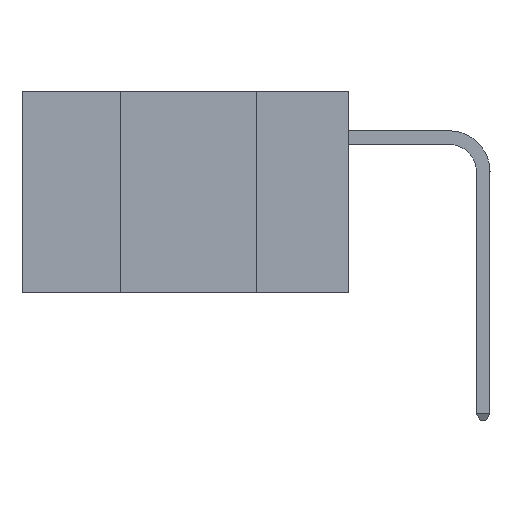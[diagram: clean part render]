
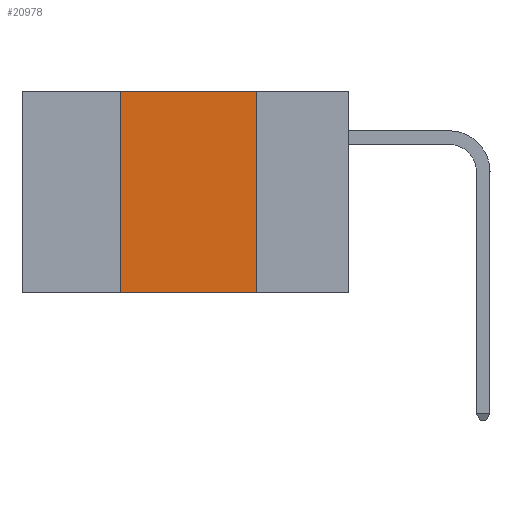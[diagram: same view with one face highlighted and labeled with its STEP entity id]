
A CAD part, left-side view. The second image highlights one B-rep face of the part: STEP entity #20978.
In plain terms, the highlighted planar face has unit normal (-1, 0, 0).
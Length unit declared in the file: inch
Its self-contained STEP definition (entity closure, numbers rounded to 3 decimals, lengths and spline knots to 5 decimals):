
#186 = EDGE_CURVE ( 'NONE', #14992, #12703, #8785, .T. ) ;
#456 = DIRECTION ( 'NONE',  ( 1., 0., 0. ) ) ;
#1063 = DIRECTION ( 'NONE',  ( 0., -1., 0. ) ) ;
#1307 = LINE ( 'NONE', #5312, #14851 ) ;
#2983 = CARTESIAN_POINT ( 'NONE',  ( 0., 0.6, 0. ) ) ;
#5312 = CARTESIAN_POINT ( 'NONE',  ( 0., 0.17, 0. ) ) ;
#6339 = CARTESIAN_POINT ( 'NONE',  ( 0., 0.6, -0.37 ) ) ;
#8785 = LINE ( 'NONE', #21411, #18291 ) ;
#8922 = EDGE_CURVE ( 'NONE', #14992, #20673, #17559, .T. ) ;
#9068 = ORIENTED_EDGE ( 'NONE', *, *, #8922, .T. ) ;
#9544 = VERTEX_POINT ( 'NONE', #13508 ) ;
#10441 = ORIENTED_EDGE ( 'NONE', *, *, #13979, .F. ) ;
#10846 = CARTESIAN_POINT ( 'NONE',  ( 0., 0.42, -0.37 ) ) ;
#11004 = CARTESIAN_POINT ( 'NONE',  ( 0., 0.6, 0. ) ) ;
#11369 = LINE ( 'NONE', #2983, #19826 ) ;
#12693 = VECTOR ( 'NONE', #15182, 39.37008 ) ;
#12703 = VERTEX_POINT ( 'NONE', #18262 ) ;
#12791 = DIRECTION ( 'NONE',  ( 0., 0., -1. ) ) ;
#13420 = AXIS2_PLACEMENT_3D ( 'NONE', #11004, #456, #12791 ) ;
#13508 = CARTESIAN_POINT ( 'NONE',  ( 0., 0.17, 0. ) ) ;
#13979 = EDGE_CURVE ( 'NONE', #12703, #9544, #11369, .T. ) ;
#14851 = VECTOR ( 'NONE', #23117, 39.37008 ) ;
#14992 = VERTEX_POINT ( 'NONE', #10846 ) ;
#15182 = DIRECTION ( 'NONE',  ( 0., -1., 0. ) ) ;
#16004 = EDGE_LOOP ( 'NONE', ( #17765, #10441, #22266, #9068 ) ) ;
#17559 = LINE ( 'NONE', #6339, #12693 ) ;
#17765 = ORIENTED_EDGE ( 'NONE', *, *, #18094, .F. ) ;
#18094 = EDGE_CURVE ( 'NONE', #9544, #20673, #1307, .T. ) ;
#18262 = CARTESIAN_POINT ( 'NONE',  ( 0., 0.42, 0. ) ) ;
#18291 = VECTOR ( 'NONE', #18652, 39.37008 ) ;
#18652 = DIRECTION ( 'NONE',  ( 0., 0., 1. ) ) ;
#18665 = FACE_OUTER_BOUND ( 'NONE', #16004, .T. ) ;
#19826 = VECTOR ( 'NONE', #1063, 39.37008 ) ;
#20673 = VERTEX_POINT ( 'NONE', #20971 ) ;
#20971 = CARTESIAN_POINT ( 'NONE',  ( 0., 0.17, -0.37 ) ) ;
#20978 = ADVANCED_FACE ( 'NONE', ( #18665 ), #21820, .F. ) ;
#21411 = CARTESIAN_POINT ( 'NONE',  ( 0., 0.42, 0. ) ) ;
#21820 = PLANE ( 'NONE',  #13420 ) ;
#22266 = ORIENTED_EDGE ( 'NONE', *, *, #186, .F. ) ;
#23117 = DIRECTION ( 'NONE',  ( 0., 0., -1. ) ) ;
